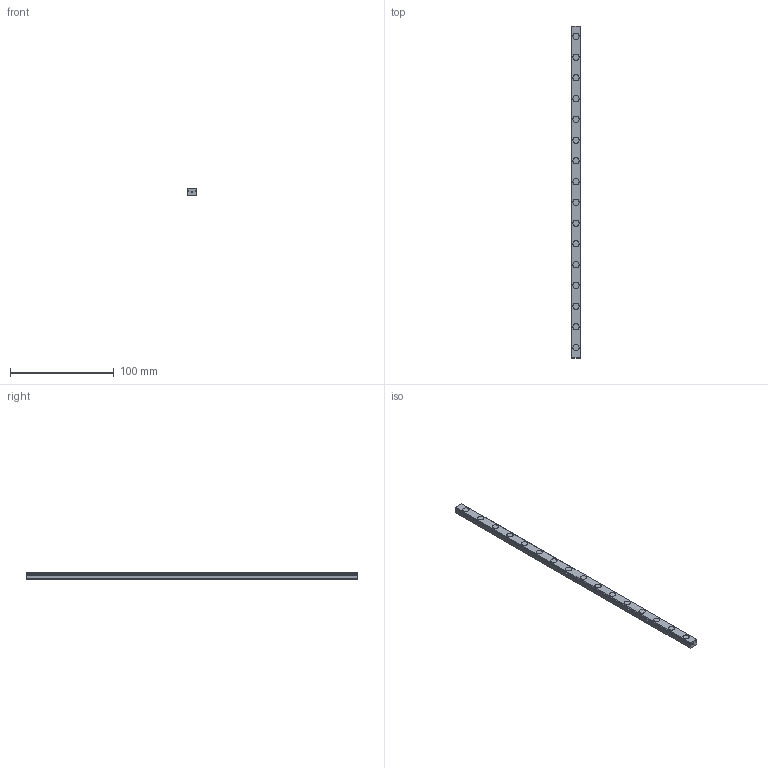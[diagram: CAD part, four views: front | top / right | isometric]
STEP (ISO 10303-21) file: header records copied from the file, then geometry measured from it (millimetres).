
FILE_DESCRIPTION(('STEP AP214'),'1');
FILE_NAME('cctmp_C9D102E6-29A3-4FC5-8482-5FA1EEE7AEE0_2021_02_18_14_43_20_0126..stp','2021-02-18T13:43:20',('HIWIN GmbH'),('CADClick - www.CADClick.com'),'Spatial InterOp 3D',' ','unknown authorization');
FILE_SCHEMA(('AUTOMOTIVE_DESIGN'));
Length unit declared in the file: millimetre
Products named in the file (1): MGNR09R320CM_FILE
Bounding box: 9 x 320 x 6.5 mm (x, y, z)
Volume: 15832.2 mm3; surface area: 13026.6 mm2
Topology: 1 solids, 1 shells, 239 faces, 555 edges, 370 vertices
Faces by surface type: plane 127, cylinder 112
Entity records: 8809 total; most frequent: DIRECTION 1259, CARTESIAN_POINT 1165, ORIENTED_EDGE 1110, EDGE_CURVE 555, AXIS2_PLACEMENT_3D 464, VERTEX_POINT 370, LINE 331, VECTOR 331
